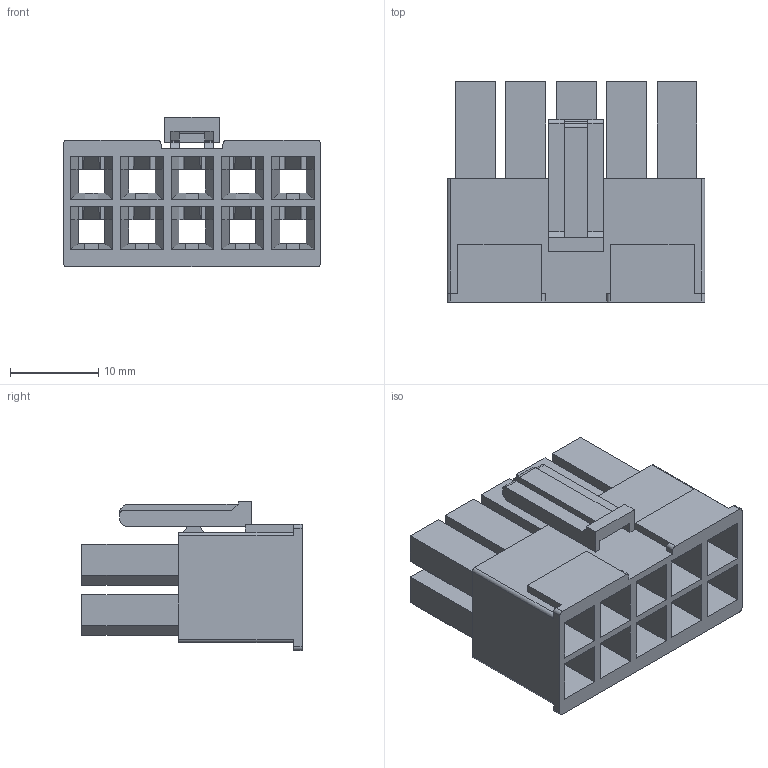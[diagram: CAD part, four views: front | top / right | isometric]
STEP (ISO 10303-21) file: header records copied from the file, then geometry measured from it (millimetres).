
FILE_DESCRIPTION(/* description */ ('Unknown'),/* implementation_level */ '2;1');
FILE_NAME(/* name */ '657010250201',/* time_stamp */ '2022-10-17T11:13:10+02:00',/* author */ ('Unknown'),/* organization */ ('Unknown'),/* preprocessor_version */ 'ST-DEVELOPER v16.7',/* originating_system */ 'Solid Edge',/* authorisation */ 'Unknown');
FILE_SCHEMA (('AUTOMOTIVE_DESIGN {1 0 10303 214 3 1 1}'));
Length unit declared in the file: millimetre
Products named in the file (2): 6570xx250201; 657010250201
Assembly tree (1 placements, depth 2):
  6570xx250201
    657010250201
Bounding box: 29.15 x 24.92 x 16.86 mm (x, y, z)
Volume: 3881.3 mm3; surface area: 8007.9 mm2
Topology: 1 solids, 1 shells, 560 faces, 1434 edges, 886 vertices
Faces by surface type: plane 539, cylinder 21
Entity records: 16453 total; most frequent: CARTESIAN_POINT 2882, ORIENTED_EDGE 2868, DIRECTION 2600, EDGE_CURVE 1434, LINE 1392, VECTOR 1392, VERTEX_POINT 886, AXIS2_PLACEMENT_3D 604
